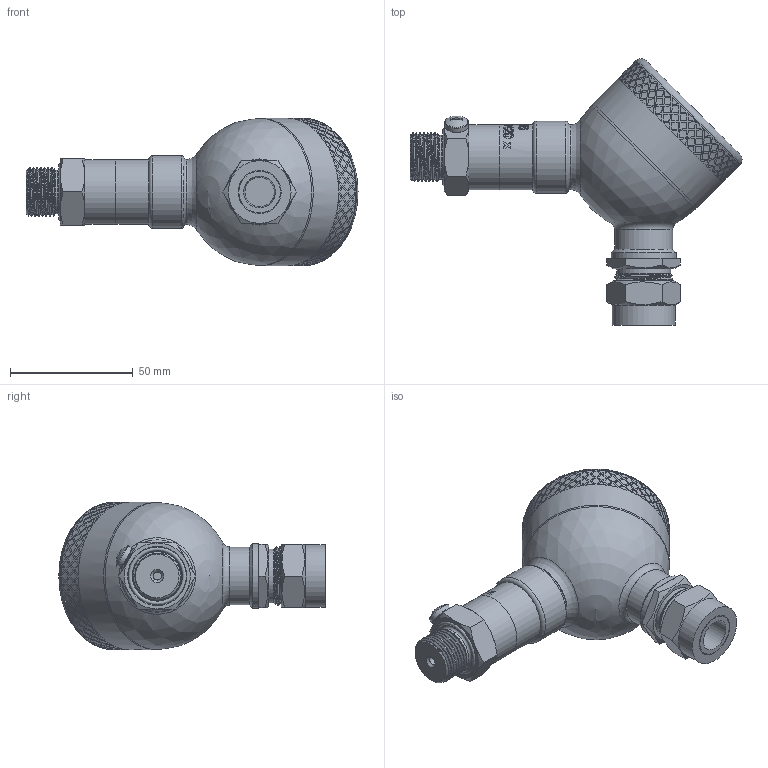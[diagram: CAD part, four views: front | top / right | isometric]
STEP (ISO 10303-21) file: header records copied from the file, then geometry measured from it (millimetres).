
FILE_DESCRIPTION(/* description */ (''),/* implementation_level */ '2;1');
FILE_NAME(/* name */ 'APZ3420x_M20x1,5DIN_CableGlandM20x1,5Exd.step',/* time_stamp */ '2021-07-02T14:18:00+03:00',/* author */ (''),/* organization */ (''),/* preprocessor_version */ 'ST-DEVELOPER v18.1',/* originating_system */ 'Autodesk Translation Framework v10.9.0.1377',/* authorisation */ '');
FILE_SCHEMA (('AUTOMOTIVE_DESIGN { 1 0 10303 214 3 1 1 }'));
Length unit declared in the file: millimetre
Products named in the file (7): АПЗ 3420 х заполненный; M20x1,5 DIN; Field housing; Main body; Cover without display; screw M6x1 v1; M20x1,5 steel cable gland Ex d v3
Assembly tree (6 placements, depth 3):
  АПЗ 3420 х заполненный
    M20x1,5 DIN
    Field housing
      Main body
      Cover without display
    screw M6x1 v1
    M20x1,5 steel cable gland Ex d v3
Bounding box: 135.42 x 108.62 x 60.1 mm (x, y, z)
Volume: 243209.3 mm3; surface area: 40892.5 mm2
Topology: 6 solids, 6 shells, 1417 faces, 3462 edges, 2296 vertices
Faces by surface type: bspline 894, cylinder 319, plane 156, cone 28, torus 18, sphere 2
Full cylindrical faces by diameter (mm): 3.3 x1, 4.744 x3, 5.035 x4, 5.884 x4, 6.147 x1, 9.6 x1, 12 x1, 13 x1, 17 x2, 17.6 x1, 17.8 x1, 18.137 x14, 19.85 x12, 20.5 x1, 21 x1, 22 x1, 22.132 x1, 22.4 x1, 23.6 x1, 23.7 x1, 24.5 x2, 25.6 x1, 26.5 x3, 29.5 x1, 57.2 x1, 60 x2
Entity records: 62570 total; most frequent: CARTESIAN_POINT 36599, ORIENTED_EDGE 6918, EDGE_CURVE 3459, B_SPLINE_CURVE_WITH_KNOTS 2617, VERTEX_POINT 2296, DIRECTION 2209, EDGE_LOOP 1663, FACE_OUTER_BOUND 1417
